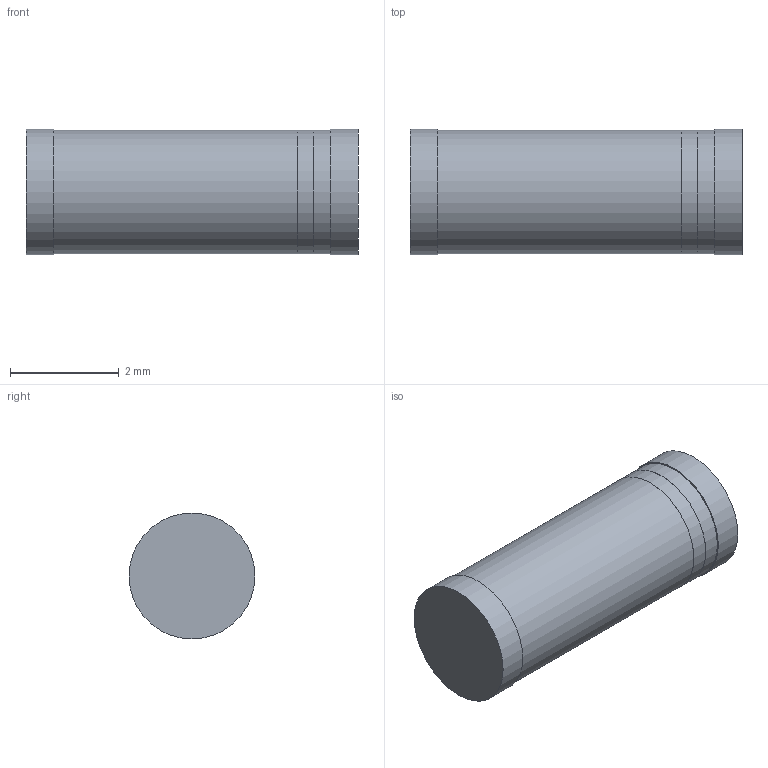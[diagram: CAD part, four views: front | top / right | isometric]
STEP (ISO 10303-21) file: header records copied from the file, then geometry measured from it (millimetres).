
FILE_DESCRIPTION(('STEP AP214'),'1');
FILE_NAME('RES_MMF50S_5P9X2P2_YAG','2022-06-29T06:38:39',(''),(''),'','','');
FILE_SCHEMA(('AUTOMOTIVE_DESIGN'));
Length unit declared in the file: millimetre
Products named in the file (1): product
Bounding box: 6.1 x 2.31 x 2.31 mm (x, y, z)
Volume: 24.7 mm3; surface area: 72.6 mm2
Topology: 4 solids, 4 shells, 13 faces, 19 edges, 14 vertices
Faces by surface type: plane 8, cylinder 5
Full cylindrical faces by diameter (mm): 2.261 x2, 2.266 x1, 2.311 x2
Entity records: 342 total; most frequent: DIRECTION 62, CARTESIAN_POINT 39, AXIS2_PLACEMENT_3D 31, ORIENTED_EDGE 28, EDGE_LOOP 20, CIRCLE 14, VERTEX_POINT 14, EDGE_CURVE 14
